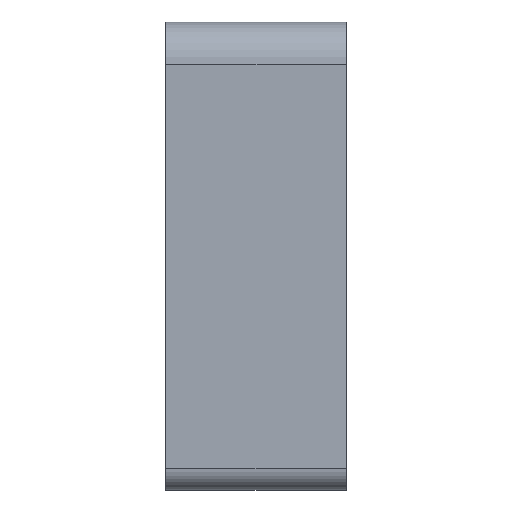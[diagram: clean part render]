
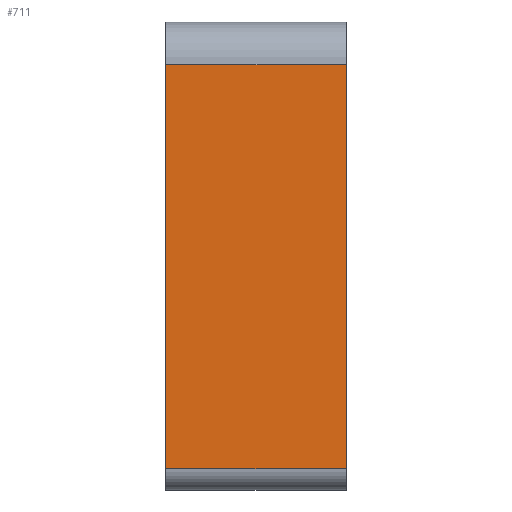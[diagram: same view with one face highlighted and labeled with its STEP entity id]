
A CAD part, left-side view. The second image highlights one B-rep face of the part: STEP entity #711.
In plain terms, the highlighted planar face has unit normal (-1, 0, 0).
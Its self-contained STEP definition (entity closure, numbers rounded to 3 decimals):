
#102 = VERTEX_POINT('',#103);
#103 = CARTESIAN_POINT('',(-14.7,0.,-8.35));
#110 = EDGE_CURVE('',#102,#111,#113,.T.);
#111 = VERTEX_POINT('',#112);
#112 = CARTESIAN_POINT('',(-14.7,0.,10.64));
#113 = LINE('',#114,#115);
#114 = CARTESIAN_POINT('',(-14.7,0.,-8.35));
#115 = VECTOR('',#116,1.);
#116 = DIRECTION('',(0.,0.,1.));
#666 = EDGE_CURVE('',#102,#667,#669,.T.);
#667 = VERTEX_POINT('',#668);
#668 = CARTESIAN_POINT('',(-14.7,8.5,-8.35));
#669 = LINE('',#670,#671);
#670 = CARTESIAN_POINT('',(-14.7,0.,-8.35));
#671 = VECTOR('',#672,1.);
#672 = DIRECTION('',(-0.,1.,0.));
#711 = ADVANCED_FACE('',(#712),#730,.F.);
#712 = FACE_BOUND('',#713,.F.);
#713 = EDGE_LOOP('',(#714,#715,#723,#729));
#714 = ORIENTED_EDGE('',*,*,#666,.T.);
#715 = ORIENTED_EDGE('',*,*,#716,.T.);
#716 = EDGE_CURVE('',#667,#717,#719,.T.);
#717 = VERTEX_POINT('',#718);
#718 = CARTESIAN_POINT('',(-14.7,8.5,10.64));
#719 = LINE('',#720,#721);
#720 = CARTESIAN_POINT('',(-14.7,8.5,-8.35));
#721 = VECTOR('',#722,1.);
#722 = DIRECTION('',(0.,0.,1.));
#723 = ORIENTED_EDGE('',*,*,#724,.F.);
#724 = EDGE_CURVE('',#111,#717,#725,.T.);
#725 = LINE('',#726,#727);
#726 = CARTESIAN_POINT('',(-14.7,0.,10.64));
#727 = VECTOR('',#728,1.);
#728 = DIRECTION('',(-0.,1.,0.));
#729 = ORIENTED_EDGE('',*,*,#110,.F.);
#730 = PLANE('',#731);
#731 = AXIS2_PLACEMENT_3D('',#732,#733,#734);
#732 = CARTESIAN_POINT('',(-14.7,0.,-8.35));
#733 = DIRECTION('',(1.,0.,0.));
#734 = DIRECTION('',(0.,0.,1.));
